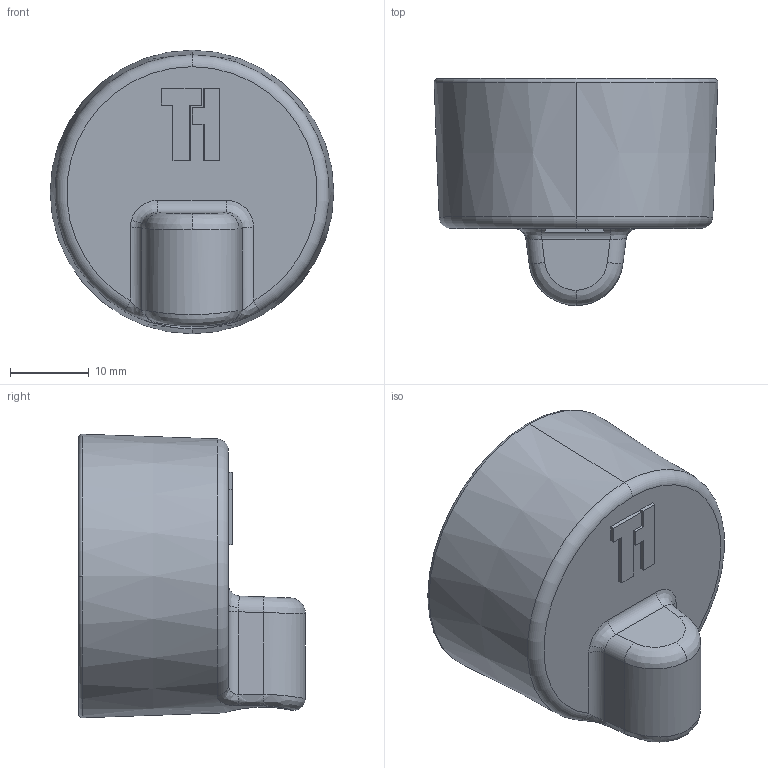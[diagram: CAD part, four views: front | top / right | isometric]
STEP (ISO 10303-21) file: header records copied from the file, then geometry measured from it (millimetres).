
FILE_DESCRIPTION (( 'STEP AP214' ), '1' );
FILE_NAME ('TT-260-A_ADA_MIRROR_BODY.STEP', '2015-01-22T15:05:09', ( '' ), ( '' ), 'SwSTEP 2.0', 'SolidWorks 2014', '' );
FILE_SCHEMA (( 'AUTOMOTIVE_DESIGN' ));
Length unit declared in the file: millimetre
Products named in the file (1): TT-260-A_ADA_MIRROR_BODY
Bounding box: 35.96 x 28.75 x 35.96 mm (x, y, z)
Volume: 5657.6 mm3; surface area: 6409.2 mm2
Topology: 1 solids, 1 shells, 86 faces, 219 edges, 141 vertices
Faces by surface type: plane 44, cylinder 20, bspline 10, torus 8, cone 4
Entity records: 3133 total; most frequent: CARTESIAN_POINT 1106, ORIENTED_EDGE 438, DIRECTION 395, EDGE_CURVE 219, AXIS2_PLACEMENT_3D 144, VERTEX_POINT 141, VECTOR 107, LINE 107
